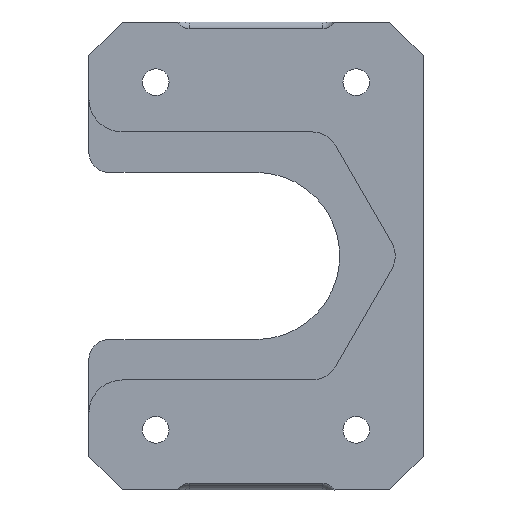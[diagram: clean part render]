
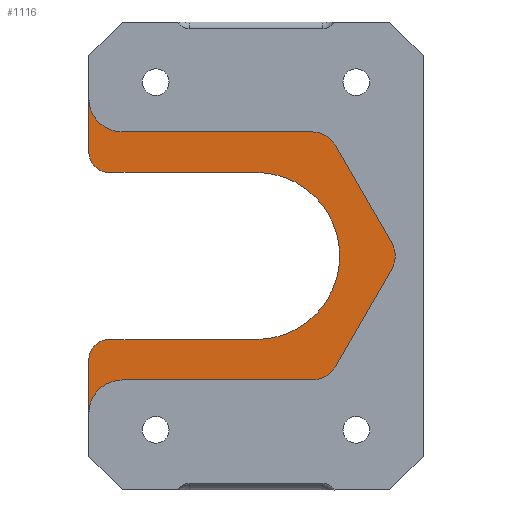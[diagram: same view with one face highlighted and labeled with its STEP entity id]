
A CAD part, front view. The second image highlights one B-rep face of the part: STEP entity #1116.
In plain terms, the highlighted planar face has unit normal (0, -1, 0).
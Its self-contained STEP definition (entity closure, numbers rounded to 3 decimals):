
#57=PLANE('',#1213);
#98=FACE_OUTER_BOUND('',#170,.T.);
#170=EDGE_LOOP('',(#819,#820,#821,#822,#823,#824,#825,#826,#827,#828,#829,
#830,#831,#832,#833,#834));
#255=LINE('',#1733,#362);
#260=LINE('',#1748,#367);
#261=LINE('',#1752,#368);
#262=LINE('',#1756,#369);
#263=LINE('',#1760,#370);
#264=LINE('',#1764,#371);
#265=LINE('',#1767,#372);
#266=LINE('',#1769,#373);
#362=VECTOR('',#1372,10.);
#367=VECTOR('',#1385,10.);
#368=VECTOR('',#1388,10.);
#369=VECTOR('',#1391,10.);
#370=VECTOR('',#1394,10.);
#371=VECTOR('',#1397,10.);
#372=VECTOR('',#1400,10.);
#373=VECTOR('',#1401,10.);
#463=CIRCLE('',#1207,4.);
#465=CIRCLE('',#1211,4.);
#467=CIRCLE('',#1214,5.);
#468=CIRCLE('',#1215,3.);
#469=CIRCLE('',#1216,12.5);
#470=CIRCLE('',#1217,3.);
#471=CIRCLE('',#1218,5.);
#472=CIRCLE('',#1219,4.);
#529=VERTEX_POINT('',#1723);
#530=VERTEX_POINT('',#1724);
#533=VERTEX_POINT('',#1732);
#535=VERTEX_POINT('',#1738);
#536=VERTEX_POINT('',#1739);
#539=VERTEX_POINT('',#1747);
#540=VERTEX_POINT('',#1749);
#541=VERTEX_POINT('',#1751);
#542=VERTEX_POINT('',#1753);
#543=VERTEX_POINT('',#1755);
#544=VERTEX_POINT('',#1757);
#545=VERTEX_POINT('',#1759);
#546=VERTEX_POINT('',#1761);
#547=VERTEX_POINT('',#1763);
#548=VERTEX_POINT('',#1765);
#549=VERTEX_POINT('',#1768);
#635=EDGE_CURVE('',#529,#530,#463,.T.);
#639=EDGE_CURVE('',#529,#533,#255,.T.);
#642=EDGE_CURVE('',#535,#536,#465,.T.);
#646=EDGE_CURVE('',#539,#530,#260,.T.);
#647=EDGE_CURVE('',#540,#539,#467,.F.);
#648=EDGE_CURVE('',#541,#540,#261,.T.);
#649=EDGE_CURVE('',#542,#541,#468,.T.);
#650=EDGE_CURVE('',#543,#542,#262,.T.);
#651=EDGE_CURVE('',#544,#543,#469,.T.);
#652=EDGE_CURVE('',#545,#544,#263,.T.);
#653=EDGE_CURVE('',#546,#545,#470,.T.);
#654=EDGE_CURVE('',#546,#547,#264,.T.);
#655=EDGE_CURVE('',#548,#547,#471,.F.);
#656=EDGE_CURVE('',#535,#548,#265,.T.);
#657=EDGE_CURVE('',#549,#536,#266,.T.);
#658=EDGE_CURVE('',#549,#533,#472,.T.);
#819=ORIENTED_EDGE('',*,*,#635,.T.);
#820=ORIENTED_EDGE('',*,*,#646,.F.);
#821=ORIENTED_EDGE('',*,*,#647,.F.);
#822=ORIENTED_EDGE('',*,*,#648,.F.);
#823=ORIENTED_EDGE('',*,*,#649,.F.);
#824=ORIENTED_EDGE('',*,*,#650,.F.);
#825=ORIENTED_EDGE('',*,*,#651,.F.);
#826=ORIENTED_EDGE('',*,*,#652,.F.);
#827=ORIENTED_EDGE('',*,*,#653,.F.);
#828=ORIENTED_EDGE('',*,*,#654,.T.);
#829=ORIENTED_EDGE('',*,*,#655,.F.);
#830=ORIENTED_EDGE('',*,*,#656,.F.);
#831=ORIENTED_EDGE('',*,*,#642,.T.);
#832=ORIENTED_EDGE('',*,*,#657,.F.);
#833=ORIENTED_EDGE('',*,*,#658,.T.);
#834=ORIENTED_EDGE('',*,*,#639,.F.);
#1116=ADVANCED_FACE('',(#98),#57,.T.);
#1207=AXIS2_PLACEMENT_3D('',#1725,#1364,#1365);
#1211=AXIS2_PLACEMENT_3D('',#1740,#1377,#1378);
#1213=AXIS2_PLACEMENT_3D('',#1746,#1383,#1384);
#1214=AXIS2_PLACEMENT_3D('',#1750,#1386,#1387);
#1215=AXIS2_PLACEMENT_3D('',#1754,#1389,#1390);
#1216=AXIS2_PLACEMENT_3D('',#1758,#1392,#1393);
#1217=AXIS2_PLACEMENT_3D('',#1762,#1395,#1396);
#1218=AXIS2_PLACEMENT_3D('',#1766,#1398,#1399);
#1219=AXIS2_PLACEMENT_3D('',#1770,#1402,#1403);
#1364=DIRECTION('center_axis',(0.,-1.,0.));
#1365=DIRECTION('ref_axis',(0.5,0.,0.866));
#1372=DIRECTION('',(0.5,0.,-0.866));
#1377=DIRECTION('center_axis',(0.,-1.,0.));
#1378=DIRECTION('ref_axis',(0.5,0.,-0.866));
#1383=DIRECTION('center_axis',(0.,-1.,0.));
#1384=DIRECTION('ref_axis',(1.,0.,0.));
#1385=DIRECTION('',(1.,0.,0.));
#1386=DIRECTION('center_axis',(0.,1.,0.));
#1387=DIRECTION('ref_axis',(-0.707,0.,-0.707));
#1388=DIRECTION('',(0.,0.,1.));
#1389=DIRECTION('center_axis',(0.,1.,0.));
#1390=DIRECTION('ref_axis',(-0.707,0.,-0.707));
#1391=DIRECTION('',(-1.,0.,0.));
#1392=DIRECTION('center_axis',(0.,-1.,0.));
#1393=DIRECTION('ref_axis',(-1.,0.,0.));
#1394=DIRECTION('',(1.,0.,0.));
#1395=DIRECTION('center_axis',(0.,1.,0.));
#1396=DIRECTION('ref_axis',(-0.707,0.,0.707));
#1397=DIRECTION('',(0.,0.,-1.));
#1398=DIRECTION('center_axis',(0.,1.,0.));
#1399=DIRECTION('ref_axis',(-0.707,0.,0.707));
#1400=DIRECTION('',(-1.,0.,0.));
#1401=DIRECTION('',(-0.5,0.,-0.866));
#1402=DIRECTION('center_axis',(0.,-1.,0.));
#1403=DIRECTION('ref_axis',(1.,0.,0.));
#1723=CARTESIAN_POINT('',(-541.346,169.45,687.268));
#1724=CARTESIAN_POINT('',(-544.81,169.45,689.268));
#1725=CARTESIAN_POINT('Origin',(-544.81,169.45,685.268));
#1732=CARTESIAN_POINT('',(-532.946,169.45,672.718));
#1733=CARTESIAN_POINT('',(-540.157,169.45,685.208));
#1738=CARTESIAN_POINT('',(-544.81,169.45,652.168));
#1739=CARTESIAN_POINT('',(-541.346,169.45,654.168));
#1740=CARTESIAN_POINT('Origin',(-544.81,169.45,656.168));
#1746=CARTESIAN_POINT('Origin',(-555.881,169.45,670.715));
#1747=CARTESIAN_POINT('',(-573.241,169.45,689.268));
#1748=CARTESIAN_POINT('',(-567.061,169.45,689.268));
#1749=CARTESIAN_POINT('',(-578.241,169.45,694.268));
#1750=CARTESIAN_POINT('Origin',(-573.241,169.45,694.268));
#1751=CARTESIAN_POINT('',(-578.241,169.45,686.216));
#1752=CARTESIAN_POINT('',(-578.241,169.45,646.215));
#1753=CARTESIAN_POINT('',(-575.241,169.45,683.216));
#1754=CARTESIAN_POINT('Origin',(-575.241,169.45,686.216));
#1755=CARTESIAN_POINT('',(-553.436,169.45,683.216));
#1756=CARTESIAN_POINT('',(-567.061,169.45,683.216));
#1757=CARTESIAN_POINT('',(-553.436,169.45,658.22));
#1758=CARTESIAN_POINT('Origin',(-553.211,169.45,670.718));
#1759=CARTESIAN_POINT('',(-575.241,169.45,658.22));
#1760=CARTESIAN_POINT('',(-554.659,169.45,658.22));
#1761=CARTESIAN_POINT('',(-578.241,169.45,655.22));
#1762=CARTESIAN_POINT('Origin',(-575.241,169.45,655.22));
#1763=CARTESIAN_POINT('',(-578.241,169.45,647.168));
#1764=CARTESIAN_POINT('',(-578.241,169.45,646.215));
#1765=CARTESIAN_POINT('',(-573.241,169.45,652.168));
#1766=CARTESIAN_POINT('Origin',(-573.241,169.45,647.168));
#1767=CARTESIAN_POINT('',(-549.191,169.45,652.168));
#1768=CARTESIAN_POINT('',(-532.946,169.45,668.718));
#1769=CARTESIAN_POINT('',(-534.803,169.45,665.502));
#1770=CARTESIAN_POINT('Origin',(-536.41,169.45,670.718));
